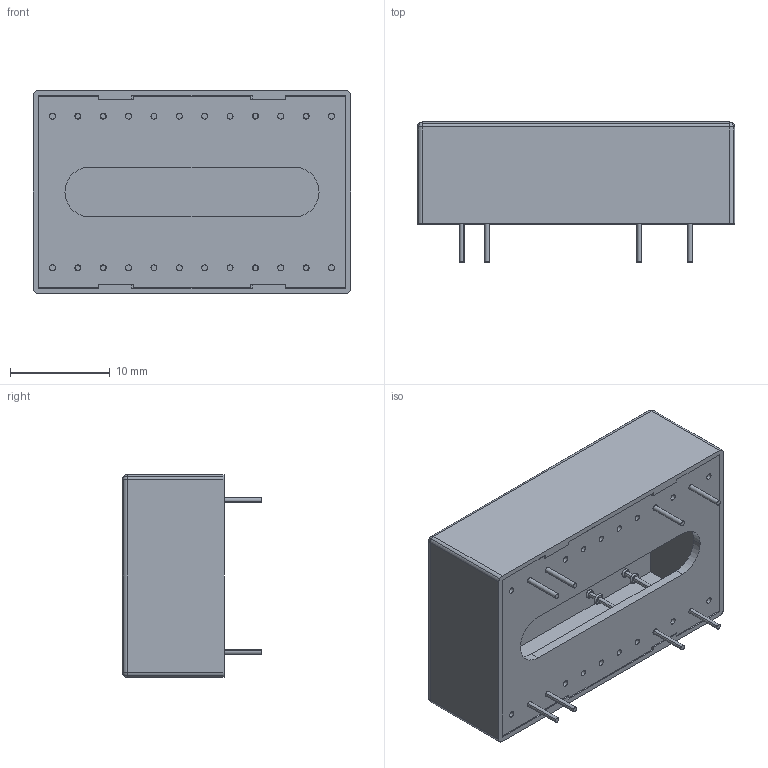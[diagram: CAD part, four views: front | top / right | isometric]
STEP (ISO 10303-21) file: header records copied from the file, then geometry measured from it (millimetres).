
FILE_DESCRIPTION(('FreeCAD Model'),'2;1');
FILE_NAME('REC5-S_DRW(Z)_A_3D_20190826.STEP','2019-08-26T14:35:58',( 'Author'),(''),'Open CASCADE STEP processor 7.3','FreeCAD','Unknown' );
FILE_SCHEMA(('AUTOMOTIVE_DESIGN { 1 0 10303 214 1 1 1 1 }'));
Length unit declared in the file: millimetre
Products named in the file (10): REC5-S_DRW(Z)_A_pin3(-Vin); REC5-S_DRW(Z)_A_pin2(-Vin); REC5-S_DRW(Z)_A_pin9(NC/com); REC5-S_DRW(Z)_A_base; REC5-S_DRW(Z)_A_pin11(NC/-Vout); REC5-S_DRW(Z)_A_pin23(+Vin); REC5-S_DRW(Z)_A_pin16(-Vout/Com); REC5-S_DRW(Z)_A_pin14(+Vout); REC5-S_DRW(Z)_A_case; REC5-S_DRW(Z)_A_pin22(+Vin)
Bounding box: 31.8 x 14.01 x 20.3 mm (x, y, z)
Volume: 1671.4 mm3; surface area: 4544.7 mm2
Topology: 10 solids, 10 shells, 241 faces, 561 edges, 366 vertices
Faces by surface type: cylinder 101, plane 100, torus 32, sphere 8
Entity records: 7695 total; most frequent: DIRECTION 1347, CARTESIAN_POINT 1169, ORIENTED_EDGE 1122, EDGE_CURVE 561, AXIS2_PLACEMENT_3D 544, VERTEX_POINT 366, FACE_BOUND 317, EDGE_LOOP 317
